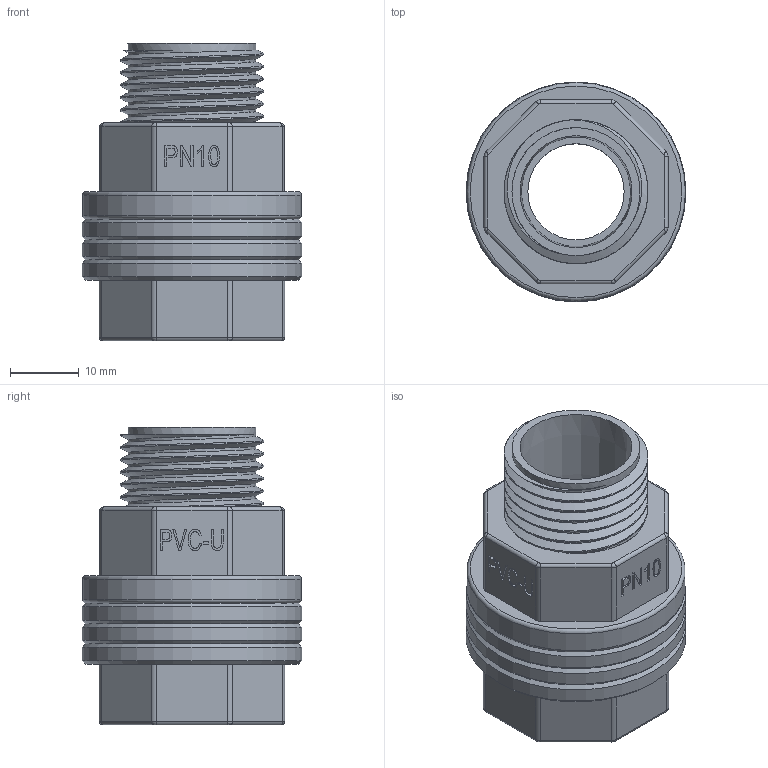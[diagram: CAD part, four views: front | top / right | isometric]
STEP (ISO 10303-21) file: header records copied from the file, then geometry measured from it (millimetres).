
FILE_DESCRIPTION(/* description */ (''),/* implementation_level */ '2;1');
FILE_NAME(/* name */ '1612.stp',/* time_stamp */ '2026-02-07T14:20:40+08:00',/* author */ (''),/* organization */ (''),/* preprocessor_version */ 'ST-DEVELOPER v16',/* originating_system */ 'SIEMENS PLM Software NX 10.0',/* authorisation */ '');
FILE_SCHEMA (('AUTOMOTIVE_DESIGN { 1 0 10303 214 3 1 1 1 }'));
Length unit declared in the file: millimetre
Products named in the file (1): gelv1678D1822cnb
Bounding box: 32 x 32 x 43.3 mm (x, y, z)
Volume: 7297.8 mm3; surface area: 14247.5 mm2
Topology: 3 solids, 4 shells, 362 faces, 952 edges, 630 vertices
Faces by surface type: plane 167, extrusion 100, cylinder 65, bspline 16, cone 8, torus 6
Full cylindrical faces by diameter (mm): 1.5 x1, 2 x1, 14 x1, 18.631 x17, 22 x2, 31.8 x1, 32 x3
Entity records: 16720 total; most frequent: CARTESIAN_POINT 9040, ORIENTED_EDGE 1756, DIRECTION 1137, EDGE_CURVE 878, VERTEX_POINT 593, B_SPLINE_CURVE_WITH_KNOTS 530, VECTOR 421, EDGE_LOOP 407
